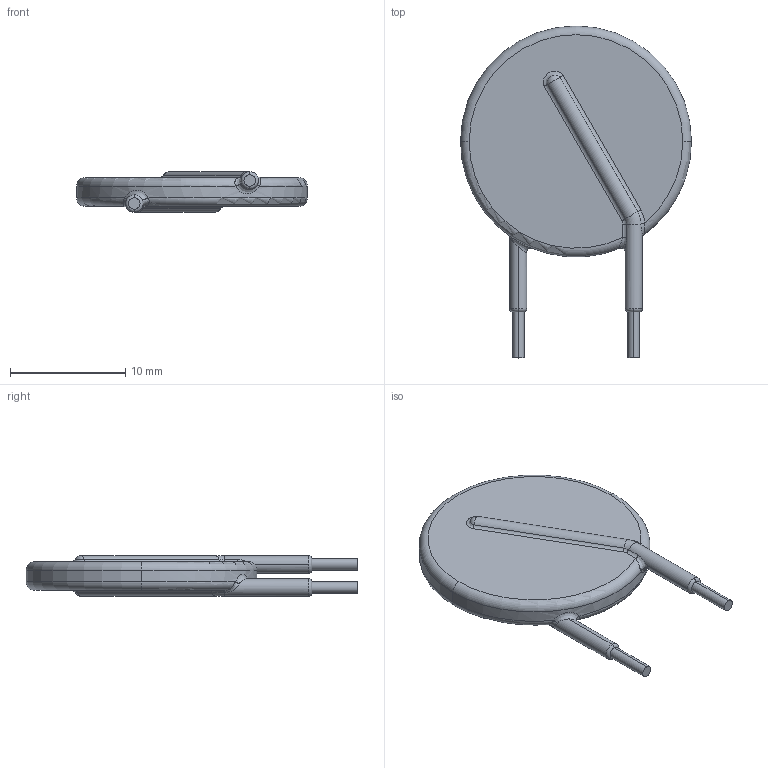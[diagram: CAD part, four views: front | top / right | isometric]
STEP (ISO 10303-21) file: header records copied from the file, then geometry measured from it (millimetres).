
FILE_DESCRIPTION (( 'STEP AP214' ), '1' );
FILE_NAME ('7BB4E80F-D6B2-4549-B0C4-1EF0F8F3413C.STEP', '2009-01-29T06:28:47', ( 'sysAdmin' ), ( 'SolidWorks' ), 'SwSTEP 2.0', 'SolidWorks 2009', '' );
FILE_SCHEMA (( 'AUTOMOTIVE_DESIGN' ));
Length unit declared in the file: millimetre
Products named in the file (1): 7BB4E80F-D6B2-4549-B0C4-1EF0F8F3413C
Bounding box: 20 x 28.75 x 3.5 mm (x, y, z)
Volume: 816 mm3; surface area: 838.5 mm2
Topology: 1 solids, 1 shells, 50 faces, 114 edges, 66 vertices
Faces by surface type: torus 18, cylinder 18, bspline 10, plane 4
Entity records: 2379 total; most frequent: CARTESIAN_POINT 782, DIRECTION 242, ORIENTED_EDGE 228, EDGE_CURVE 114, AXIS2_PLACEMENT_3D 110, CIRCLE 69, VERTEX_POINT 66, EDGE_LOOP 50
